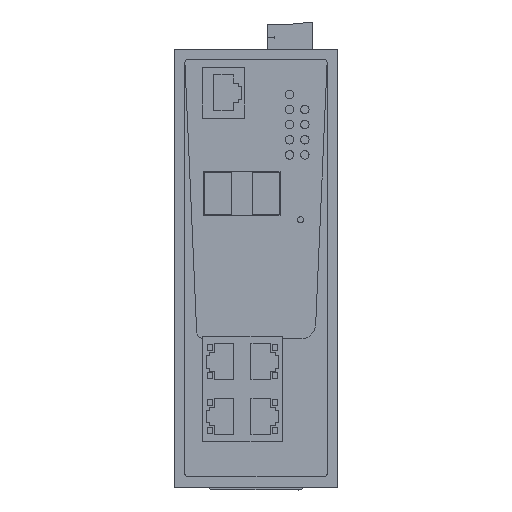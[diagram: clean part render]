
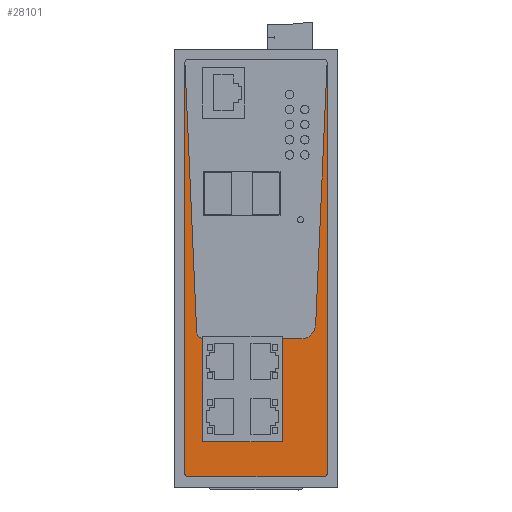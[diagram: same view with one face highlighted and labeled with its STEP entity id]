
A CAD part, top view. The second image highlights one B-rep face of the part: STEP entity #28101.
In plain terms, the highlighted planar face has unit normal (0, 0, 1).
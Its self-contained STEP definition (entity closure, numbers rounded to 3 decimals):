
#7797=AXIS2_PLACEMENT_3D('Circle Axis2P3D',#7795,#7796,$) ;
#7847=AXIS2_PLACEMENT_3D('Circle Axis2P3D',#7845,#7846,$) ;
#28030=AXIS2_PLACEMENT_3D('Plane Axis2P3D',#28027,#28028,#28029) ;
#28041=AXIS2_PLACEMENT_3D('Circle Axis2P3D',#28039,#28040,$) ;
#28076=AXIS2_PLACEMENT_3D('Circle Axis2P3D',#28074,#28075,$) ;
#321=CARTESIAN_POINT('Vertex',(50.7,141.35,131.)) ;
#393=CARTESIAN_POINT('Vertex',(3.6,141.35,131.)) ;
#635=CARTESIAN_POINT('Vertex',(50.7,5.25,131.)) ;
#638=CARTESIAN_POINT('Line Origine',(50.7,73.3,131.)) ;
#660=CARTESIAN_POINT('Vertex',(3.6,5.25,131.)) ;
#663=CARTESIAN_POINT('Line Origine',(3.6,73.3,131.)) ;
#7795=CARTESIAN_POINT('Axis2P3D Location',(49.7,5.25,131.)) ;
#7799=CARTESIAN_POINT('Vertex',(49.7,4.25,131.)) ;
#7824=CARTESIAN_POINT('Vertex',(4.6,4.25,131.)) ;
#7827=CARTESIAN_POINT('Line Origine',(27.15,4.25,131.)) ;
#7845=CARTESIAN_POINT('Axis2P3D Location',(4.6,5.25,131.)) ;
#28027=CARTESIAN_POINT('Axis2P3D Location',(0.95,72.95,131.)) ;
#28032=CARTESIAN_POINT('Line Origine',(48.806,97.974,131.)) ;
#28036=CARTESIAN_POINT('Vertex',(46.912,54.599,131.)) ;
#28039=CARTESIAN_POINT('Axis2P3D Location',(41.917,54.817,131.)) ;
#28043=CARTESIAN_POINT('Vertex',(41.917,49.817,131.)) ;
#28046=CARTESIAN_POINT('Line Origine',(38.876,49.817,131.)) ;
#28050=CARTESIAN_POINT('Vertex',(35.835,49.817,131.)) ;
#28053=CARTESIAN_POINT('Line Origine',(35.835,32.766,131.)) ;
#28057=CARTESIAN_POINT('Vertex',(35.835,15.715,131.)) ;
#28060=CARTESIAN_POINT('Line Origine',(22.66,15.715,131.)) ;
#28064=CARTESIAN_POINT('Vertex',(9.485,15.715,131.)) ;
#28067=CARTESIAN_POINT('Line Origine',(9.485,32.792,131.)) ;
#28071=CARTESIAN_POINT('Vertex',(9.485,49.868,131.)) ;
#28074=CARTESIAN_POINT('Axis2P3D Location',(9.99,52.317,131.)) ;
#28078=CARTESIAN_POINT('Vertex',(7.492,52.208,131.)) ;
#28081=CARTESIAN_POINT('Line Origine',(5.546,96.779,131.)) ;
#639=DIRECTION('Vector Direction',(0.,1.,0.)) ;
#664=DIRECTION('Vector Direction',(0.,-1.,0.)) ;
#7796=DIRECTION('Axis2P3D Direction',(0.,0.,1.)) ;
#7828=DIRECTION('Vector Direction',(1.,0.,0.)) ;
#7846=DIRECTION('Axis2P3D Direction',(0.,0.,1.)) ;
#28028=DIRECTION('Axis2P3D Direction',(0.,0.,1.)) ;
#28029=DIRECTION('Axis2P3D XDirection',(0.,-1.,0.)) ;
#28033=DIRECTION('Vector Direction',(0.044,0.999,0.)) ;
#28040=DIRECTION('Axis2P3D Direction',(0.,0.,1.)) ;
#28047=DIRECTION('Vector Direction',(1.,0.,0.)) ;
#28054=DIRECTION('Vector Direction',(0.,1.,0.)) ;
#28061=DIRECTION('Vector Direction',(1.,0.,0.)) ;
#28068=DIRECTION('Vector Direction',(0.,-1.,0.)) ;
#28075=DIRECTION('Axis2P3D Direction',(0.,0.,1.)) ;
#28082=DIRECTION('Vector Direction',(0.044,-0.999,0.)) ;
#640=VECTOR('Line Direction',#639,1.) ;
#665=VECTOR('Line Direction',#664,1.) ;
#7829=VECTOR('Line Direction',#7828,1.) ;
#28034=VECTOR('Line Direction',#28033,1.) ;
#28048=VECTOR('Line Direction',#28047,1.) ;
#28055=VECTOR('Line Direction',#28054,1.) ;
#28062=VECTOR('Line Direction',#28061,1.) ;
#28069=VECTOR('Line Direction',#28068,1.) ;
#28083=VECTOR('Line Direction',#28082,1.) ;
#28087=ORIENTED_EDGE('',*,*,#7801,.T.) ;
#28088=ORIENTED_EDGE('',*,*,#642,.T.) ;
#28089=ORIENTED_EDGE('',*,*,#28038,.F.) ;
#28090=ORIENTED_EDGE('',*,*,#28045,.F.) ;
#28091=ORIENTED_EDGE('',*,*,#28052,.F.) ;
#28092=ORIENTED_EDGE('',*,*,#28059,.F.) ;
#28093=ORIENTED_EDGE('',*,*,#28066,.F.) ;
#28094=ORIENTED_EDGE('',*,*,#28073,.F.) ;
#28095=ORIENTED_EDGE('',*,*,#28080,.F.) ;
#28096=ORIENTED_EDGE('',*,*,#28085,.F.) ;
#28097=ORIENTED_EDGE('',*,*,#667,.T.) ;
#28098=ORIENTED_EDGE('',*,*,#7849,.T.) ;
#28099=ORIENTED_EDGE('',*,*,#7831,.T.) ;
#28101=ADVANCED_FACE('SWITCH',(#28100),#28031,.T.) ;
#7798=CIRCLE('generated circle',#7797,1.) ;
#7848=CIRCLE('generated circle',#7847,1.) ;
#28042=CIRCLE('generated circle',#28041,5.) ;
#28077=CIRCLE('generated circle',#28076,2.5) ;
#642=EDGE_CURVE('',#636,#322,#641,.T.) ;
#667=EDGE_CURVE('',#394,#661,#666,.T.) ;
#7801=EDGE_CURVE('',#7800,#636,#7798,.T.) ;
#7831=EDGE_CURVE('',#7825,#7800,#7830,.T.) ;
#7849=EDGE_CURVE('',#661,#7825,#7848,.T.) ;
#28038=EDGE_CURVE('',#28037,#322,#28035,.T.) ;
#28045=EDGE_CURVE('',#28044,#28037,#28042,.T.) ;
#28052=EDGE_CURVE('',#28051,#28044,#28049,.T.) ;
#28059=EDGE_CURVE('',#28058,#28051,#28056,.T.) ;
#28066=EDGE_CURVE('',#28065,#28058,#28063,.T.) ;
#28073=EDGE_CURVE('',#28072,#28065,#28070,.T.) ;
#28080=EDGE_CURVE('',#28079,#28072,#28077,.T.) ;
#28085=EDGE_CURVE('',#394,#28079,#28084,.T.) ;
#28086=EDGE_LOOP('',(#28087,#28088,#28089,#28090,#28091,#28092,#28093,#28094,#28095,#28096,#28097,#28098,#28099)) ;
#28100=FACE_OUTER_BOUND('',#28086,.T.) ;
#641=LINE('Line',#638,#640) ;
#666=LINE('Line',#663,#665) ;
#7830=LINE('Line',#7827,#7829) ;
#28035=LINE('Line',#28032,#28034) ;
#28049=LINE('Line',#28046,#28048) ;
#28056=LINE('Line',#28053,#28055) ;
#28063=LINE('Line',#28060,#28062) ;
#28070=LINE('Line',#28067,#28069) ;
#28084=LINE('Line',#28081,#28083) ;
#28031=PLANE('',#28030) ;
#322=VERTEX_POINT('',#321) ;
#394=VERTEX_POINT('',#393) ;
#636=VERTEX_POINT('',#635) ;
#661=VERTEX_POINT('',#660) ;
#7800=VERTEX_POINT('',#7799) ;
#7825=VERTEX_POINT('',#7824) ;
#28037=VERTEX_POINT('',#28036) ;
#28044=VERTEX_POINT('',#28043) ;
#28051=VERTEX_POINT('',#28050) ;
#28058=VERTEX_POINT('',#28057) ;
#28065=VERTEX_POINT('',#28064) ;
#28072=VERTEX_POINT('',#28071) ;
#28079=VERTEX_POINT('',#28078) ;
